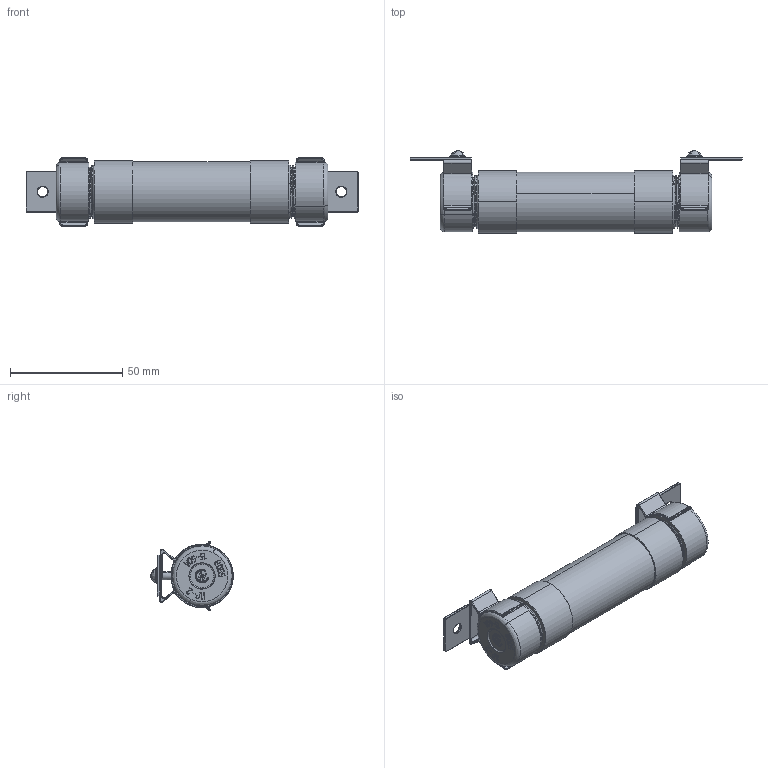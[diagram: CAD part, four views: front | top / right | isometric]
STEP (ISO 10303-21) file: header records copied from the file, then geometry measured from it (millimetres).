
FILE_DESCRIPTION(('FreeCAD Model'),'2;1');
FILE_NAME('Open CASCADE Shape Model','2025-04-30T10:04:28',('FreeCAD'),( 'FreeCAD'),'Open CASCADE STEP processor 7.6','FreeCAD','Unknown');
FILE_SCHEMA(('AUTOMOTIVE_DESIGN { 1 0 10303 214 1 1 1 1 }'));
Products named in the file (1): Open CASCADE STEP translator 7.6 1
Bounding box: 147.93 x 36.77 x 31.07 mm (x, y, z)
Volume: 41678.9 mm3; surface area: 40147.1 mm2
Topology: 16 solids, 16 shells, 5281 faces, 12585 edges, 7312 vertices
Faces by surface type: bspline 5281
Entity records: 193178 total; most frequent: CARTESIAN_POINT 124715, ORIENTED_EDGE 24962, EDGE_CURVE 12481, VERTEX_POINT 7312, B_SPLINE_CURVE_WITH_KNOTS 6628, FACE_BOUND 5387, EDGE_LOOP 5387, ADVANCED_FACE 5281
